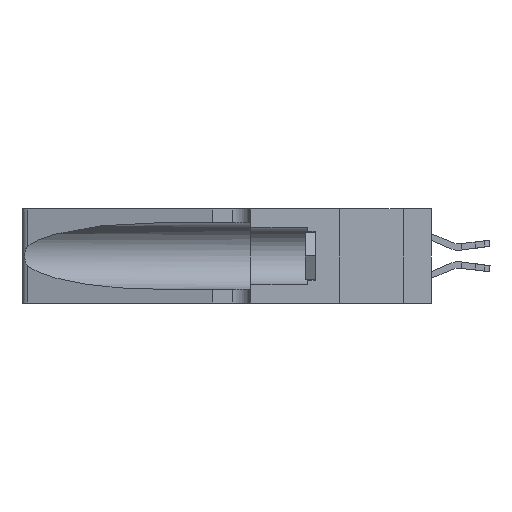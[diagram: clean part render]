
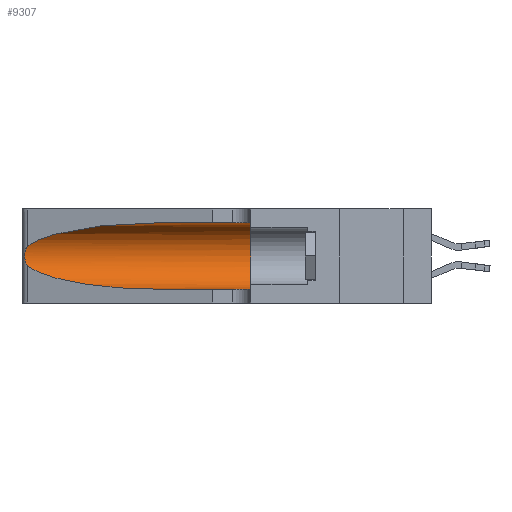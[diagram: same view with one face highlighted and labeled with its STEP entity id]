
A CAD part, left-side view. The second image highlights one B-rep face of the part: STEP entity #9307.
In plain terms, the highlighted cylindrical face has radius 3.308 mm (diameter 6.617 mm), a partial arc.
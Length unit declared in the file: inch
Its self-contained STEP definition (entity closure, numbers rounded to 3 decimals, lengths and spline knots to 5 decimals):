
#296 = CARTESIAN_POINT ( 'NONE',  ( 0.1305, 0.72297, 0.31525 ) ) ;
#795 = DIRECTION ( 'NONE',  ( 0., 1., 0. ) ) ;
#833 = ORIENTED_EDGE ( 'NONE', *, *, #5718, .T. ) ;
#1140 = VERTEX_POINT ( 'NONE', #13674 ) ;
#1517 = CARTESIAN_POINT ( 'NONE',  ( 0.25639, 1.23186, 0.15144 ) ) ;
#2120 = ORIENTED_EDGE ( 'NONE', *, *, #10061, .F. ) ;
#2466 = CARTESIAN_POINT ( 'NONE',  ( 0.18966, 0.96281, 0.05475 ) ) ;
#2949 = VECTOR ( 'NONE', #8675, 39.37008 ) ;
#3112 = CARTESIAN_POINT ( 'NONE',  ( 0.25487, 1.22718, 0.14631 ) ) ;
#3572 = CARTESIAN_POINT ( 'NONE',  ( 0.1305, 0.35, 0.31525 ) ) ;
#3662 = CARTESIAN_POINT ( 'NONE',  ( 0.18966, 0.96281, 0.31525 ) ) ;
#4030 = CARTESIAN_POINT ( 'NONE',  ( 0.1305, 1.61858, 0.185 ) ) ;
#4529 = CARTESIAN_POINT ( 'NONE',  ( 0.25487, 1.22718, 0.22369 ) ) ;
#4595 = CARTESIAN_POINT ( 'NONE',  ( 0.25639, 1.23184, 0.21858 ) ) ;
#5530 = DIRECTION ( 'NONE',  ( 0., 0., -1. ) ) ;
#5718 = EDGE_CURVE ( 'NONE', #8078, #14433, #18542, .T. ) ;
#5725 = CARTESIAN_POINT ( 'NONE',  ( 0.1305, 1.61858, 0.05475 ) ) ;
#5941 = EDGE_CURVE ( 'NONE', #7621, #8078, #15163, .T. ) ;
#6073 = CARTESIAN_POINT ( 'NONE',  ( 0.25854, 1.2359, 0.20912 ) ) ;
#6105 = CARTESIAN_POINT ( 'NONE',  ( 0.25487, 1.22718, 0.14631 ) ) ;
#6544 = ORIENTED_EDGE ( 'NONE', *, *, #16536, .T. ) ;
#6995 = VERTEX_POINT ( 'NONE', #3572 ) ;
#7211 = EDGE_CURVE ( 'NONE', #14433, #8480, #8239, .T. ) ;
#7544 = CARTESIAN_POINT ( 'NONE',  ( 0.26075, 1.23896, 0.19203 ) ) ;
#7621 = VERTEX_POINT ( 'NONE', #296 ) ;
#7877 = CYLINDRICAL_SURFACE ( 'NONE', #9947, 0.13025 ) ;
#8078 = VERTEX_POINT ( 'NONE', #17842 ) ;
#8121 = CARTESIAN_POINT ( 'NONE',  ( 0.25487, 1.22718, 0.22369 ) ) ;
#8239 =( BOUNDED_CURVE ( )  B_SPLINE_CURVE ( 3, ( #15842, #9901, #2466, #12929 ),
 .UNSPECIFIED., .F., .T. ) 
 B_SPLINE_CURVE_WITH_KNOTS ( ( 4, 4 ),
 ( 3.44316, 4.71239 ),
 .UNSPECIFIED. ) 
 CURVE ( )  GEOMETRIC_REPRESENTATION_ITEM ( )  RATIONAL_B_SPLINE_CURVE ( ( 1., 0.87, 0.87, 1. ) ) 
 REPRESENTATION_ITEM ( '' )  );
#8480 = VERTEX_POINT ( 'NONE', #15800 ) ;
#8577 = CARTESIAN_POINT ( 'NONE',  ( 0.1305, 1.61858, 0.31525 ) ) ;
#8675 = DIRECTION ( 'NONE',  ( 0., -1., 0. ) ) ;
#8795 = ORIENTED_EDGE ( 'NONE', *, *, #7211, .T. ) ;
#8812 = FACE_OUTER_BOUND ( 'NONE', #18218, .T. ) ;
#9021 = CARTESIAN_POINT ( 'NONE',  ( 0.26017, 1.23833, 0.17102 ) ) ;
#9307 = ADVANCED_FACE ( 'NONE', ( #8812 ), #7877, .F. ) ;
#9826 = CARTESIAN_POINT ( 'NONE',  ( 0.1305, 0.35, 0.185 ) ) ;
#9901 = CARTESIAN_POINT ( 'NONE',  ( 0.2373, 1.15595, 0.08982 ) ) ;
#9947 = AXIS2_PLACEMENT_3D ( 'NONE', #4030, #14414, #5530 ) ;
#10061 = EDGE_CURVE ( 'NONE', #7621, #6995, #14149, .T. ) ;
#10165 = VECTOR ( 'NONE', #14585, 39.37008 ) ;
#10496 = CARTESIAN_POINT ( 'NONE',  ( 0.25789, 1.23486, 0.15765 ) ) ;
#11345 = DIRECTION ( 'NONE',  ( 0., 0., 1. ) ) ;
#11873 = AXIS2_PLACEMENT_3D ( 'NONE', #9826, #795, #11345 ) ;
#12046 = CARTESIAN_POINT ( 'NONE',  ( 0.25555, 1.22993, 0.14849 ) ) ;
#12311 = LINE ( 'NONE', #5725, #2949 ) ;
#12685 = CIRCLE ( 'NONE', #11873, 0.13025 ) ;
#12915 = ORIENTED_EDGE ( 'NONE', *, *, #18434, .F. ) ;
#12929 = CARTESIAN_POINT ( 'NONE',  ( 0.1305, 0.72297, 0.05475 ) ) ;
#13408 = ORIENTED_EDGE ( 'NONE', *, *, #5941, .T. ) ;
#13471 = CARTESIAN_POINT ( 'NONE',  ( 0.25555, 1.22994, 0.2215 ) ) ;
#13674 = CARTESIAN_POINT ( 'NONE',  ( 0.1305, 0.35, 0.05475 ) ) ;
#14149 = LINE ( 'NONE', #8577, #10165 ) ;
#14414 = DIRECTION ( 'NONE',  ( 0., -1., 0. ) ) ;
#14433 = VERTEX_POINT ( 'NONE', #6105 ) ;
#14585 = DIRECTION ( 'NONE',  ( 0., -1., 0. ) ) ;
#14966 = CARTESIAN_POINT ( 'NONE',  ( 0.25787, 1.23484, 0.2124 ) ) ;
#15163 =( BOUNDED_CURVE ( )  B_SPLINE_CURVE ( 3, ( #15543, #3662, #17033, #8121 ),
 .UNSPECIFIED., .F., .T. ) 
 B_SPLINE_CURVE_WITH_KNOTS ( ( 4, 4 ),
 ( 1.5708, 2.84003 ),
 .UNSPECIFIED. ) 
 CURVE ( )  GEOMETRIC_REPRESENTATION_ITEM ( )  RATIONAL_B_SPLINE_CURVE ( ( 1., 0.87, 0.87, 1. ) ) 
 REPRESENTATION_ITEM ( '' )  );
#15543 = CARTESIAN_POINT ( 'NONE',  ( 0.1305, 0.72297, 0.31525 ) ) ;
#15800 = CARTESIAN_POINT ( 'NONE',  ( 0.1305, 0.72297, 0.05475 ) ) ;
#15842 = CARTESIAN_POINT ( 'NONE',  ( 0.25487, 1.22718, 0.14631 ) ) ;
#16455 = CARTESIAN_POINT ( 'NONE',  ( 0.26018, 1.23835, 0.19895 ) ) ;
#16536 = EDGE_CURVE ( 'NONE', #8480, #1140, #12311, .T. ) ;
#17033 = CARTESIAN_POINT ( 'NONE',  ( 0.2373, 1.15595, 0.28018 ) ) ;
#17842 = CARTESIAN_POINT ( 'NONE',  ( 0.25487, 1.22718, 0.22369 ) ) ;
#17902 = CARTESIAN_POINT ( 'NONE',  ( 0.26075, 1.23896, 0.178 ) ) ;
#18218 = EDGE_LOOP ( 'NONE', ( #13408, #833, #8795, #6544, #12915, #2120 ) ) ;
#18434 = EDGE_CURVE ( 'NONE', #6995, #1140, #12685, .T. ) ;
#18542 = B_SPLINE_CURVE_WITH_KNOTS ( 'NONE', 3,
 ( #4529, #13471, #4595, #14966, #6073, #16455, #7544, #17902, #9021, #19328, #10496, #1517, #12046, #3112 ),
 .UNSPECIFIED., .F., .F.,
 ( 4, 2, 2, 2, 2, 2, 4 ),
 ( 0., 0.00027, 0.00053, 0.00107, 0.0016, 0.00187, 0.00214 ),
 .UNSPECIFIED. ) ;
#19328 = CARTESIAN_POINT ( 'NONE',  ( 0.25856, 1.23593, 0.16098 ) ) ;
